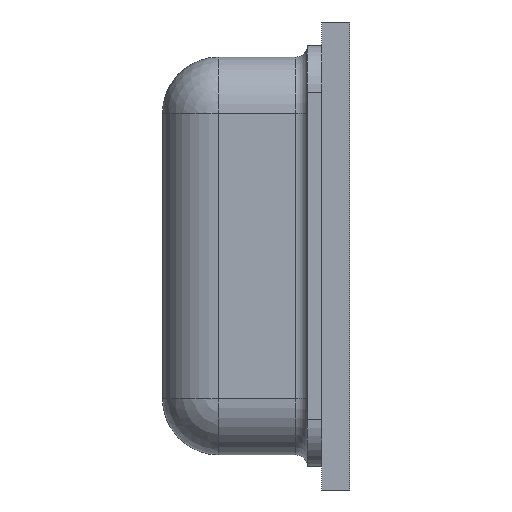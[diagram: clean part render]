
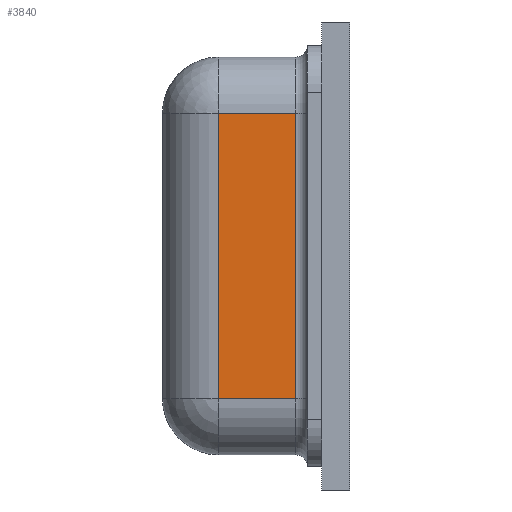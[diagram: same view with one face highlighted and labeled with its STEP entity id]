
A CAD part, left-side view. The second image highlights one B-rep face of the part: STEP entity #3840.
In plain terms, the highlighted planar face has unit normal (-1, 0, 0).
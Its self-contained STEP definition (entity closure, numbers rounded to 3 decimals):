
#6 = ORIENTED_EDGE ( 'NONE', *, *, #1048, .T. ) ;
#65 = DIRECTION ( 'NONE',  ( 0., 0., -1. ) ) ;
#90 = CARTESIAN_POINT ( 'NONE',  ( -0.85, 0.56, 0.61 ) ) ;
#267 = VERTEX_POINT ( 'NONE', #919 ) ;
#290 = CARTESIAN_POINT ( 'NONE',  ( -0.85, 4.004, -0.61 ) ) ;
#313 = ORIENTED_EDGE ( 'NONE', *, *, #2079, .T. ) ;
#352 = DIRECTION ( 'NONE',  ( 0., -1., 0. ) ) ;
#635 = VERTEX_POINT ( 'NONE', #1829 ) ;
#705 = FACE_OUTER_BOUND ( 'NONE', #4663, .T. ) ;
#898 = CARTESIAN_POINT ( 'NONE',  ( -0.85, 0.56, -0.61 ) ) ;
#919 = CARTESIAN_POINT ( 'NONE',  ( -0.85, 0.56, -0.61 ) ) ;
#921 = DIRECTION ( 'NONE',  ( 0., 0., 1. ) ) ;
#937 = LINE ( 'NONE', #3468, #2459 ) ;
#967 = DIRECTION ( 'NONE',  ( 0., 0., -1. ) ) ;
#1048 = EDGE_CURVE ( 'NONE', #267, #4031, #4206, .T. ) ;
#1059 = VECTOR ( 'NONE', #352, 1000. ) ;
#1374 = LINE ( 'NONE', #898, #2948 ) ;
#1420 = VECTOR ( 'NONE', #3303, 1000. ) ;
#1515 = PLANE ( 'NONE',  #4208 ) ;
#1829 = CARTESIAN_POINT ( 'NONE',  ( -0.85, 0.23, 0.61 ) ) ;
#1877 = VERTEX_POINT ( 'NONE', #90 ) ;
#2079 = EDGE_CURVE ( 'NONE', #4031, #635, #937, .T. ) ;
#2239 = CARTESIAN_POINT ( 'NONE',  ( -0.85, 4.004, 0.61 ) ) ;
#2459 = VECTOR ( 'NONE', #921, 1000. ) ;
#2676 = EDGE_CURVE ( 'NONE', #1877, #267, #1374, .T. ) ;
#2948 = VECTOR ( 'NONE', #967, 1000. ) ;
#2953 = LINE ( 'NONE', #2239, #1420 ) ;
#3136 = ORIENTED_EDGE ( 'NONE', *, *, #4707, .F. ) ;
#3303 = DIRECTION ( 'NONE',  ( 0., -1., 0. ) ) ;
#3438 = ORIENTED_EDGE ( 'NONE', *, *, #2676, .T. ) ;
#3468 = CARTESIAN_POINT ( 'NONE',  ( -0.85, 0.23, 0.61 ) ) ;
#3776 = CARTESIAN_POINT ( 'NONE',  ( -0.85, 0.23, -0.61 ) ) ;
#3840 = ADVANCED_FACE ( 'NONE', ( #705 ), #1515, .F. ) ;
#4031 = VERTEX_POINT ( 'NONE', #3776 ) ;
#4061 = CARTESIAN_POINT ( 'NONE',  ( -0.85, 4.004, 0.61 ) ) ;
#4206 = LINE ( 'NONE', #290, #1059 ) ;
#4208 = AXIS2_PLACEMENT_3D ( 'NONE', #4061, #4455, #65 ) ;
#4455 = DIRECTION ( 'NONE',  ( 1., 0., 0. ) ) ;
#4663 = EDGE_LOOP ( 'NONE', ( #6, #313, #3136, #3438 ) ) ;
#4707 = EDGE_CURVE ( 'NONE', #1877, #635, #2953, .T. ) ;
